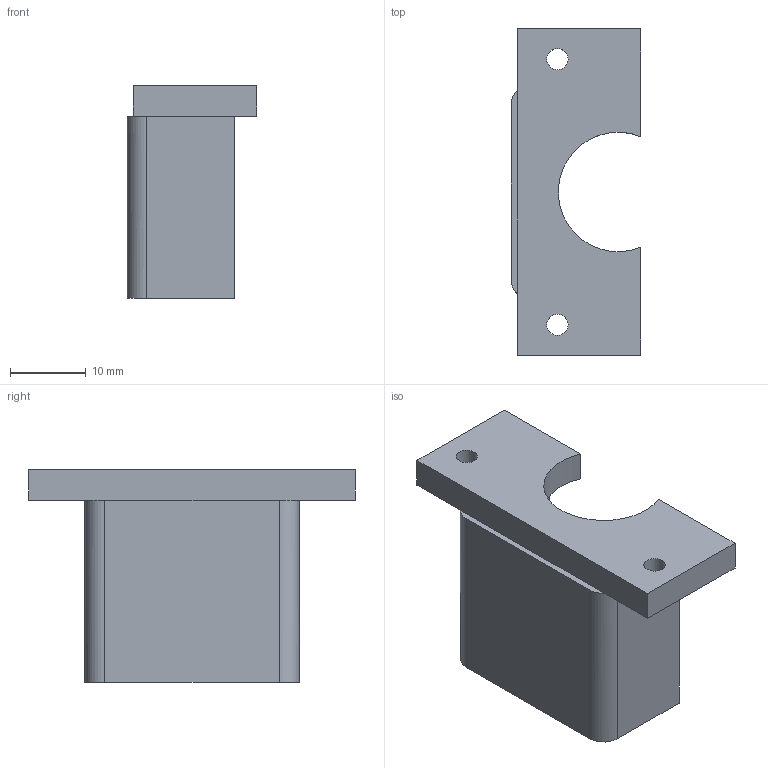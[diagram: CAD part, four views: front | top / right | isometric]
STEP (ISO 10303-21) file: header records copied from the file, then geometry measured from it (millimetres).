
FILE_DESCRIPTION(/* description */ (''),/* implementation_level */ '2;1');
FILE_NAME(/* name */ '30_Cube_Z_Focus_MGN_NEMA_Motoradapter_28BYJ_v3.ipt.step',/* time_stamp */ '2022-11-29T08:21:48+01:00',/* author */ ('diederichbenedict'),/* organization */ (''),/* preprocessor_version */ 'ST-DEVELOPER v18.1',/* originating_system */ 'Autodesk Inventor 2022',/* authorisation */ '');
FILE_SCHEMA (('AUTOMOTIVE_DESIGN { 1 0 10303 214 3 1 1 }'));
Length unit declared in the file: millimetre
Products named in the file (1): 30_Cube_Z_Focus_MGN_NEMA_Motoradapter_NEMA11_v3
Bounding box: 17.1 x 43 x 28 mm (x, y, z)
Volume: 7350.1 mm3; surface area: 4827.6 mm2
Topology: 1 solids, 1 shells, 32 faces, 70 edges, 46 vertices
Faces by surface type: plane 20, cylinder 12
Full cylindrical faces by diameter (mm): 2.05 x2, 2.8 x6
Entity records: 933 total; most frequent: DIRECTION 162, CARTESIAN_POINT 149, ORIENTED_EDGE 140, EDGE_CURVE 70, AXIS2_PLACEMENT_3D 59, VERTEX_POINT 46, LINE 44, VECTOR 44
